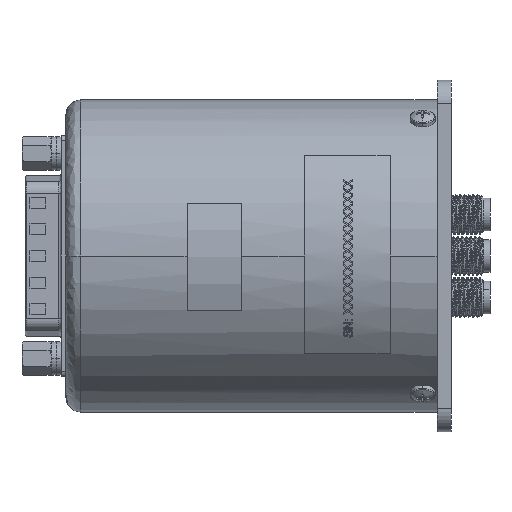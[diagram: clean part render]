
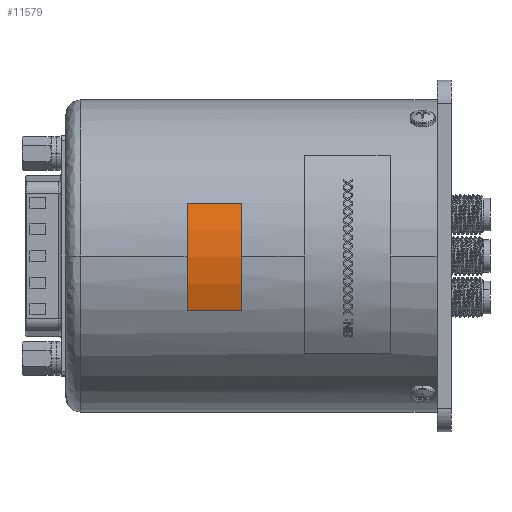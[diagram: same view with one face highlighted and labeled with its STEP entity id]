
A CAD part, left-side view. The second image highlights one B-rep face of the part: STEP entity #11579.
In plain terms, the highlighted cylindrical face has radius 25.476 mm (diameter 50.951 mm), a partial arc.
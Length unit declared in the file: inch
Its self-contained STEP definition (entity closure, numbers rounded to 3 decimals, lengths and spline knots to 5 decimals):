
#628 = CARTESIAN_POINT ( 'NONE',  ( -0.34782, 1.25, 0.94073 ) ) ;
#1357 = CYLINDRICAL_SURFACE ( 'NONE', #25223, 1.00298 ) ;
#1857 = EDGE_CURVE ( 'NONE', #16084, #34208, #20343, .T. ) ;
#1891 = FACE_OUTER_BOUND ( 'NONE', #32120, .T. ) ;
#6066 = CARTESIAN_POINT ( 'NONE',  ( 0.33789, 1.25, 0.94435 ) ) ;
#8210 = EDGE_CURVE ( 'NONE', #13646, #16084, #24999, .T. ) ;
#10808 = CARTESIAN_POINT ( 'NONE',  ( 0., 1.6, 0. ) ) ;
#11579 = ADVANCED_FACE ( 'NONE', ( #1891 ), #1357, .T. ) ;
#11989 = VECTOR ( 'NONE', #36624, 39.37008 ) ;
#12511 = CIRCLE ( 'NONE', #20918, 1.00298 ) ;
#12696 = CARTESIAN_POINT ( 'NONE',  ( 0.33789, 1.6, 0.94435 ) ) ;
#12920 = DIRECTION ( 'NONE',  ( 0., 0., 1. ) ) ;
#13218 = VECTOR ( 'NONE', #17675, 39.37008 ) ;
#13646 = VERTEX_POINT ( 'NONE', #42090 ) ;
#16084 = VERTEX_POINT ( 'NONE', #628 ) ;
#16353 = ORIENTED_EDGE ( 'NONE', *, *, #1857, .T. ) ;
#17675 = DIRECTION ( 'NONE',  ( 0., -1., 0. ) ) ;
#17950 = CARTESIAN_POINT ( 'NONE',  ( 0.33789, 1.6, 0.94435 ) ) ;
#20343 = CIRCLE ( 'NONE', #27859, 1.00298 ) ;
#20499 = DIRECTION ( 'NONE',  ( 0., 0., 1. ) ) ;
#20918 = AXIS2_PLACEMENT_3D ( 'NONE', #39518, #48934, #12920 ) ;
#21707 = EDGE_CURVE ( 'NONE', #36886, #34208, #32411, .T. ) ;
#24999 = LINE ( 'NONE', #48947, #13218 ) ;
#25218 = EDGE_CURVE ( 'NONE', #13646, #36886, #12511, .T. ) ;
#25223 = AXIS2_PLACEMENT_3D ( 'NONE', #10808, #51019, #26799 ) ;
#26799 = DIRECTION ( 'NONE',  ( 0., 0., -1. ) ) ;
#27859 = AXIS2_PLACEMENT_3D ( 'NONE', #39384, #29146, #20499 ) ;
#29146 = DIRECTION ( 'NONE',  ( 0., 1., 0. ) ) ;
#32120 = EDGE_LOOP ( 'NONE', ( #16353, #36695, #41919, #38031 ) ) ;
#32411 = LINE ( 'NONE', #12696, #11989 ) ;
#34208 = VERTEX_POINT ( 'NONE', #6066 ) ;
#36624 = DIRECTION ( 'NONE',  ( 0., -1., 0. ) ) ;
#36695 = ORIENTED_EDGE ( 'NONE', *, *, #21707, .F. ) ;
#36886 = VERTEX_POINT ( 'NONE', #17950 ) ;
#38031 = ORIENTED_EDGE ( 'NONE', *, *, #8210, .T. ) ;
#39384 = CARTESIAN_POINT ( 'NONE',  ( 0., 1.25, 0. ) ) ;
#39518 = CARTESIAN_POINT ( 'NONE',  ( 0., 1.6, 0. ) ) ;
#41919 = ORIENTED_EDGE ( 'NONE', *, *, #25218, .F. ) ;
#42090 = CARTESIAN_POINT ( 'NONE',  ( -0.34782, 1.6, 0.94073 ) ) ;
#48934 = DIRECTION ( 'NONE',  ( 0., 1., 0. ) ) ;
#48947 = CARTESIAN_POINT ( 'NONE',  ( -0.34782, 1.6, 0.94073 ) ) ;
#51019 = DIRECTION ( 'NONE',  ( 0., -1., 0. ) ) ;
